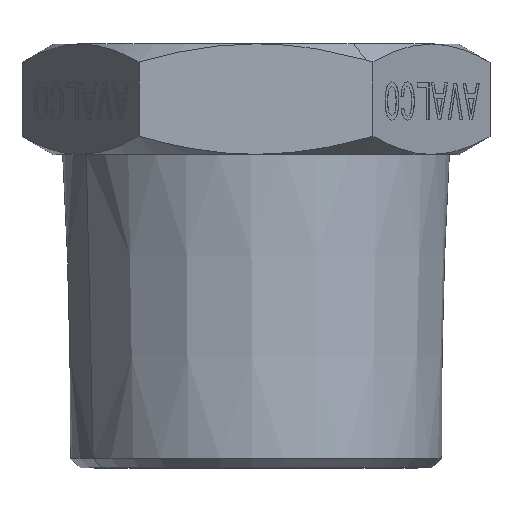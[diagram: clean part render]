
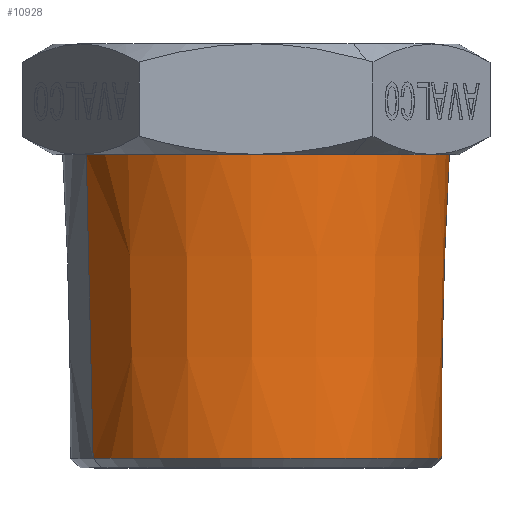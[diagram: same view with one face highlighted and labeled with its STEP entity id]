
A CAD part, top view. The second image highlights one B-rep face of the part: STEP entity #10928.
In plain terms, the highlighted conical face has half-angle 1.47 degrees and reference radius 10.061 mm.
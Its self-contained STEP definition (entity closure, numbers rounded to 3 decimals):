
#1177=CARTESIAN_POINT('Axis2P3D Location',(0.,0.,0.)) ;
#1181=CARTESIAN_POINT('Vertex',(-9.212,0.,5.033)) ;
#1183=CARTESIAN_POINT('Vertex',(9.212,0.,-5.033)) ;
#10886=CARTESIAN_POINT('Axis2P3D Location',(0.,-17.,0.)) ;
#10891=CARTESIAN_POINT('Line Origine',(-9.021,-8.5,4.928)) ;
#10895=CARTESIAN_POINT('Vertex',(-8.841,-16.5,4.83)) ;
#10898=CARTESIAN_POINT('Line Origine',(9.021,-8.5,-4.928)) ;
#10902=CARTESIAN_POINT('Vertex',(8.841,-16.5,-4.83)) ;
#10917=CARTESIAN_POINT('Axis2P3D Location',(0.,-16.5,0.)) ;
#1178=DIRECTION('Axis2P3D Direction',(0.,1.,0.)) ;
#10887=DIRECTION('Axis2P3D Direction',(0.,1.,0.)) ;
#10888=DIRECTION('Axis2P3D XDirection',(-0.878,0.,0.479)) ;
#10892=DIRECTION('Vector Direction',(-0.023,1.,0.012)) ;
#10899=DIRECTION('Vector Direction',(0.023,1.,-0.012)) ;
#10918=DIRECTION('Axis2P3D Direction',(0.,1.,0.)) ;
#1179=AXIS2_PLACEMENT_3D('Circle Axis2P3D',#1177,#1178,$) ;
#10889=AXIS2_PLACEMENT_3D('Cone Axis2P3D',#10886,#10887,#10888) ;
#10919=AXIS2_PLACEMENT_3D('Circle Axis2P3D',#10917,#10918,$) ;
#10923=ORIENTED_EDGE('',*,*,#10904,.T.) ;
#10924=ORIENTED_EDGE('',*,*,#1185,.F.) ;
#10925=ORIENTED_EDGE('',*,*,#10897,.F.) ;
#10926=ORIENTED_EDGE('',*,*,#10921,.T.) ;
#10893=VECTOR('Line Direction',#10892,1.) ;
#10900=VECTOR('Line Direction',#10899,1.) ;
#10928=ADVANCED_FACE('Corps principal',(#10927),#10890,.T.) ;
#1180=CIRCLE('generated circle',#1179,10.498) ;
#10920=CIRCLE('generated circle',#10919,10.074) ;
#10890=CONICAL_SURFACE('Cone',#10889,10.061,0.026) ;
#1185=EDGE_CURVE('',#1182,#1184,#1180,.T.) ;
#10897=EDGE_CURVE('',#10896,#1182,#10894,.T.) ;
#10904=EDGE_CURVE('',#10903,#1184,#10901,.T.) ;
#10921=EDGE_CURVE('',#10896,#10903,#10920,.T.) ;
#10922=EDGE_LOOP('',(#10923,#10924,#10925,#10926)) ;
#10927=FACE_OUTER_BOUND('',#10922,.T.) ;
#10894=LINE('Line',#10891,#10893) ;
#10901=LINE('Line',#10898,#10900) ;
#1182=VERTEX_POINT('',#1181) ;
#1184=VERTEX_POINT('',#1183) ;
#10896=VERTEX_POINT('',#10895) ;
#10903=VERTEX_POINT('',#10902) ;
